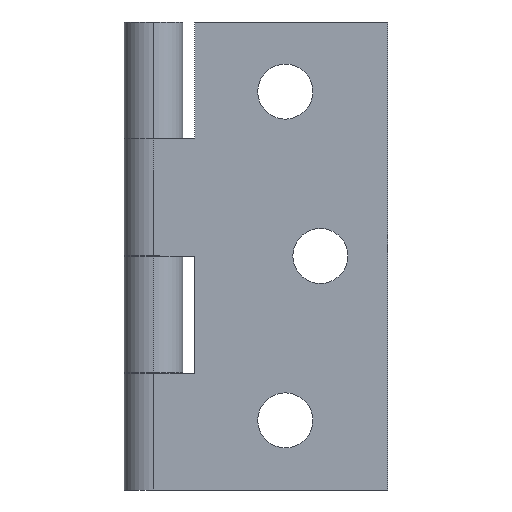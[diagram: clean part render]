
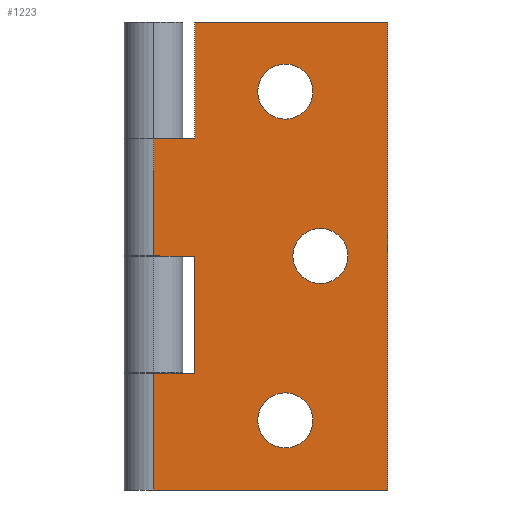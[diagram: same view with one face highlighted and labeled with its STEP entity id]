
A CAD part, front view. The second image highlights one B-rep face of the part: STEP entity #1223.
In plain terms, the highlighted planar face has unit normal (0, -1, 0).
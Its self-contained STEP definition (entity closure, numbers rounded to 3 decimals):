
#15 = DIRECTION ( 'NONE',  ( -1., 0., 0. ) ) ;
#26 = CARTESIAN_POINT ( 'NONE',  ( -2.5, -2.5, 30. ) ) ;
#48 = EDGE_CURVE ( 'NONE', #606, #1117, #1115, .T. ) ;
#65 = DIRECTION ( 'NONE',  ( 0., 0., -1. ) ) ;
#73 = CARTESIAN_POINT ( 'NONE',  ( 14.25, -2.5, 20. ) ) ;
#86 = EDGE_CURVE ( 'NONE', #804, #385, #928, .T. ) ;
#89 = AXIS2_PLACEMENT_3D ( 'NONE', #1046, #454, #952 ) ;
#92 = ORIENTED_EDGE ( 'NONE', *, *, #519, .T. ) ;
#94 = DIRECTION ( 'NONE',  ( 0., 0., -1. ) ) ;
#107 = VECTOR ( 'NONE', #324, 1000. ) ;
#118 = CARTESIAN_POINT ( 'NONE',  ( 11.25, -2.5, 3.6 ) ) ;
#139 = DIRECTION ( 'NONE',  ( 1., 0., 0. ) ) ;
#148 = ORIENTED_EDGE ( 'NONE', *, *, #1098, .F. ) ;
#152 = ORIENTED_EDGE ( 'NONE', *, *, #985, .T. ) ;
#162 = DIRECTION ( 'NONE',  ( 1., 0., 0. ) ) ;
#165 = ORIENTED_EDGE ( 'NONE', *, *, #339, .T. ) ;
#187 = CARTESIAN_POINT ( 'NONE',  ( 11.25, -2.5, 5.95 ) ) ;
#188 = EDGE_CURVE ( 'NONE', #758, #665, #1229, .T. ) ;
#195 = VERTEX_POINT ( 'NONE', #546 ) ;
#198 = CARTESIAN_POINT ( 'NONE',  ( 14.25, -2.5, 17.65 ) ) ;
#200 = CARTESIAN_POINT ( 'NONE',  ( 20., -2.5, 0. ) ) ;
#211 = DIRECTION ( 'NONE',  ( -1., 0., 0. ) ) ;
#212 = ORIENTED_EDGE ( 'NONE', *, *, #1157, .T. ) ;
#214 = CARTESIAN_POINT ( 'NONE',  ( 11.25, -2.5, 34.05 ) ) ;
#217 = CARTESIAN_POINT ( 'NONE',  ( 20., -2.5, 40. ) ) ;
#223 = CARTESIAN_POINT ( 'NONE',  ( 11.25, -2.5, 8.3 ) ) ;
#235 = LINE ( 'NONE', #990, #905 ) ;
#262 = CARTESIAN_POINT ( 'NONE',  ( 0., -2.5, 20. ) ) ;
#265 = DIRECTION ( 'NONE',  ( 0., 0., -1. ) ) ;
#304 = CARTESIAN_POINT ( 'NONE',  ( 14.25, -2.5, 20. ) ) ;
#319 = ORIENTED_EDGE ( 'NONE', *, *, #86, .T. ) ;
#324 = DIRECTION ( 'NONE',  ( 1., 0., 0. ) ) ;
#331 = VERTEX_POINT ( 'NONE', #484 ) ;
#339 = EDGE_CURVE ( 'NONE', #547, #804, #515, .T. ) ;
#377 = EDGE_CURVE ( 'NONE', #1117, #606, #1100, .T. ) ;
#385 = VERTEX_POINT ( 'NONE', #981 ) ;
#389 = EDGE_LOOP ( 'NONE', ( #561, #1163 ) ) ;
#390 = LINE ( 'NONE', #551, #627 ) ;
#394 = ORIENTED_EDGE ( 'NONE', *, *, #869, .F. ) ;
#409 = EDGE_CURVE ( 'NONE', #604, #1059, #818, .T. ) ;
#414 = CARTESIAN_POINT ( 'NONE',  ( 0., -2.5, 10. ) ) ;
#416 = VECTOR ( 'NONE', #486, 1000. ) ;
#418 = LINE ( 'NONE', #595, #1214 ) ;
#421 = ORIENTED_EDGE ( 'NONE', *, *, #188, .T. ) ;
#423 = EDGE_CURVE ( 'NONE', #665, #195, #418, .T. ) ;
#431 = DIRECTION ( 'NONE',  ( 0., -1., 0. ) ) ;
#454 = DIRECTION ( 'NONE',  ( 0., -1., 0. ) ) ;
#484 = CARTESIAN_POINT ( 'NONE',  ( 20., -2.5, 0. ) ) ;
#486 = DIRECTION ( 'NONE',  ( -1., 0., 0. ) ) ;
#488 = VERTEX_POINT ( 'NONE', #880 ) ;
#507 = CARTESIAN_POINT ( 'NONE',  ( 0., -2.5, 30. ) ) ;
#510 = PLANE ( 'NONE',  #1034 ) ;
#515 = LINE ( 'NONE', #877, #558 ) ;
#519 = EDGE_CURVE ( 'NONE', #195, #547, #983, .T. ) ;
#527 = VECTOR ( 'NONE', #211, 1000. ) ;
#536 = AXIS2_PLACEMENT_3D ( 'NONE', #1036, #1109, #623 ) ;
#541 = CARTESIAN_POINT ( 'NONE',  ( -2.5, -2.5, 20. ) ) ;
#546 = CARTESIAN_POINT ( 'NONE',  ( 3.5, -2.5, 30. ) ) ;
#547 = VERTEX_POINT ( 'NONE', #507 ) ;
#551 = CARTESIAN_POINT ( 'NONE',  ( 0., -2.5, 40. ) ) ;
#558 = VECTOR ( 'NONE', #94, 1000. ) ;
#561 = ORIENTED_EDGE ( 'NONE', *, *, #48, .F. ) ;
#569 = DIRECTION ( 'NONE',  ( 1., 0., 0. ) ) ;
#588 = DIRECTION ( 'NONE',  ( 1., 0., 0. ) ) ;
#595 = CARTESIAN_POINT ( 'NONE',  ( 3.5, -2.5, 30. ) ) ;
#598 = FACE_BOUND ( 'NONE', #949, .T. ) ;
#604 = VERTEX_POINT ( 'NONE', #809 ) ;
#606 = VERTEX_POINT ( 'NONE', #223 ) ;
#623 = DIRECTION ( 'NONE',  ( 1., 0., 0. ) ) ;
#626 = FACE_BOUND ( 'NONE', #1118, .T. ) ;
#627 = VECTOR ( 'NONE', #65, 1000. ) ;
#632 = VERTEX_POINT ( 'NONE', #414 ) ;
#654 = EDGE_CURVE ( 'NONE', #632, #488, #390, .T. ) ;
#661 = FACE_BOUND ( 'NONE', #389, .T. ) ;
#665 = VERTEX_POINT ( 'NONE', #1035 ) ;
#670 = CARTESIAN_POINT ( 'NONE',  ( -2.5, -2.5, 10. ) ) ;
#685 = DIRECTION ( 'NONE',  ( 0., 0., -1. ) ) ;
#694 = ORIENTED_EDGE ( 'NONE', *, *, #1140, .F. ) ;
#698 = ORIENTED_EDGE ( 'NONE', *, *, #828, .F. ) ;
#743 = CARTESIAN_POINT ( 'NONE',  ( 20., -2.5, 40. ) ) ;
#749 = DIRECTION ( 'NONE',  ( 0., -1., 0. ) ) ;
#751 = CARTESIAN_POINT ( 'NONE',  ( 3.5, -2.5, 10. ) ) ;
#758 = VERTEX_POINT ( 'NONE', #923 ) ;
#763 = AXIS2_PLACEMENT_3D ( 'NONE', #214, #801, #588 ) ;
#784 = CARTESIAN_POINT ( 'NONE',  ( 11.25, -2.5, 36.4 ) ) ;
#785 = VECTOR ( 'NONE', #265, 1000. ) ;
#790 = VERTEX_POINT ( 'NONE', #751 ) ;
#801 = DIRECTION ( 'NONE',  ( 0., -1., 0. ) ) ;
#804 = VERTEX_POINT ( 'NONE', #262 ) ;
#809 = CARTESIAN_POINT ( 'NONE',  ( 14.25, -2.5, 22.35 ) ) ;
#818 = CIRCLE ( 'NONE', #901, 2.35 ) ;
#828 = EDGE_CURVE ( 'NONE', #758, #331, #1211, .T. ) ;
#836 = CARTESIAN_POINT ( 'NONE',  ( 20., -2.5, 40. ) ) ;
#857 = ORIENTED_EDGE ( 'NONE', *, *, #654, .T. ) ;
#867 = ORIENTED_EDGE ( 'NONE', *, *, #423, .T. ) ;
#869 = EDGE_CURVE ( 'NONE', #931, #1131, #1038, .T. ) ;
#877 = CARTESIAN_POINT ( 'NONE',  ( 0., -2.5, 40. ) ) ;
#880 = CARTESIAN_POINT ( 'NONE',  ( 0., -2.5, 0. ) ) ;
#890 = EDGE_CURVE ( 'NONE', #1059, #604, #1023, .T. ) ;
#901 = AXIS2_PLACEMENT_3D ( 'NONE', #304, #1161, #992 ) ;
#905 = VECTOR ( 'NONE', #1082, 1000. ) ;
#923 = CARTESIAN_POINT ( 'NONE',  ( 20., -2.5, 40. ) ) ;
#928 = LINE ( 'NONE', #541, #107 ) ;
#931 = VERTEX_POINT ( 'NONE', #1060 ) ;
#949 = EDGE_LOOP ( 'NONE', ( #1028, #1080 ) ) ;
#952 = DIRECTION ( 'NONE',  ( 1., 0., 0. ) ) ;
#953 = DIRECTION ( 'NONE',  ( -1., 0., 0. ) ) ;
#963 = VECTOR ( 'NONE', #953, 1000. ) ;
#978 = LINE ( 'NONE', #670, #416 ) ;
#981 = CARTESIAN_POINT ( 'NONE',  ( 3.5, -2.5, 20. ) ) ;
#983 = LINE ( 'NONE', #26, #527 ) ;
#985 = EDGE_CURVE ( 'NONE', #790, #632, #978, .T. ) ;
#990 = CARTESIAN_POINT ( 'NONE',  ( 3.5, -2.5, 10. ) ) ;
#992 = DIRECTION ( 'NONE',  ( 1., 0., 0. ) ) ;
#1003 = AXIS2_PLACEMENT_3D ( 'NONE', #187, #1074, #569 ) ;
#1009 = VECTOR ( 'NONE', #15, 1000. ) ;
#1023 = CIRCLE ( 'NONE', #1206, 2.35 ) ;
#1028 = ORIENTED_EDGE ( 'NONE', *, *, #409, .F. ) ;
#1034 = AXIS2_PLACEMENT_3D ( 'NONE', #217, #431, #139 ) ;
#1035 = CARTESIAN_POINT ( 'NONE',  ( 3.5, -2.5, 40. ) ) ;
#1036 = CARTESIAN_POINT ( 'NONE',  ( 11.25, -2.5, 5.95 ) ) ;
#1038 = CIRCLE ( 'NONE', #89, 2.35 ) ;
#1046 = CARTESIAN_POINT ( 'NONE',  ( 11.25, -2.5, 34.05 ) ) ;
#1059 = VERTEX_POINT ( 'NONE', #198 ) ;
#1060 = CARTESIAN_POINT ( 'NONE',  ( 11.25, -2.5, 31.7 ) ) ;
#1074 = DIRECTION ( 'NONE',  ( 0., -1., 0. ) ) ;
#1080 = ORIENTED_EDGE ( 'NONE', *, *, #890, .F. ) ;
#1082 = DIRECTION ( 'NONE',  ( 0., 0., -1. ) ) ;
#1098 = EDGE_CURVE ( 'NONE', #331, #488, #1184, .T. ) ;
#1100 = CIRCLE ( 'NONE', #1003, 2.35 ) ;
#1109 = DIRECTION ( 'NONE',  ( 0., -1., 0. ) ) ;
#1115 = CIRCLE ( 'NONE', #536, 2.35 ) ;
#1117 = VERTEX_POINT ( 'NONE', #118 ) ;
#1118 = EDGE_LOOP ( 'NONE', ( #694, #394 ) ) ;
#1131 = VERTEX_POINT ( 'NONE', #784 ) ;
#1139 = FACE_OUTER_BOUND ( 'NONE', #1148, .T. ) ;
#1140 = EDGE_CURVE ( 'NONE', #1131, #931, #1196, .T. ) ;
#1148 = EDGE_LOOP ( 'NONE', ( #92, #165, #319, #212, #152, #857, #148, #698, #421, #867 ) ) ;
#1157 = EDGE_CURVE ( 'NONE', #385, #790, #235, .T. ) ;
#1161 = DIRECTION ( 'NONE',  ( 0., -1., 0. ) ) ;
#1163 = ORIENTED_EDGE ( 'NONE', *, *, #377, .F. ) ;
#1184 = LINE ( 'NONE', #200, #1009 ) ;
#1196 = CIRCLE ( 'NONE', #763, 2.35 ) ;
#1206 = AXIS2_PLACEMENT_3D ( 'NONE', #73, #749, #162 ) ;
#1211 = LINE ( 'NONE', #743, #785 ) ;
#1214 = VECTOR ( 'NONE', #685, 1000. ) ;
#1223 = ADVANCED_FACE ( 'NONE', ( #661, #626, #598, #1139 ), #510, .T. ) ;
#1229 = LINE ( 'NONE', #836, #963 ) ;
